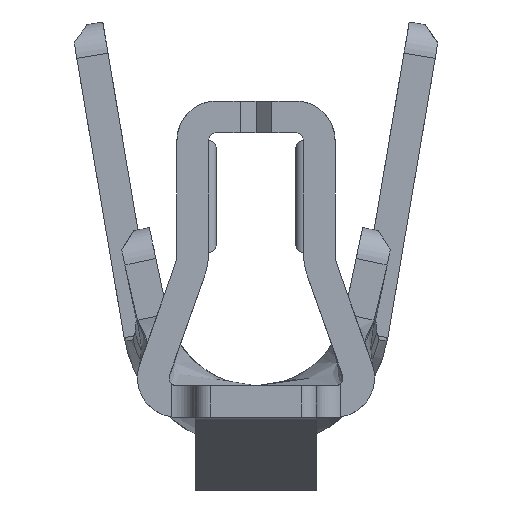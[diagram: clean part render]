
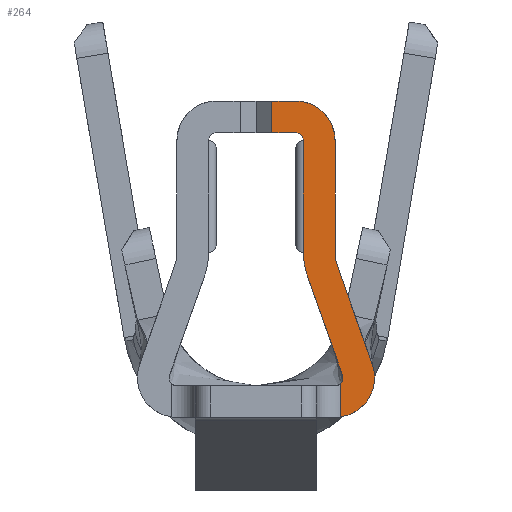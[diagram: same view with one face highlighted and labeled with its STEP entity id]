
A CAD part, front view. The second image highlights one B-rep face of the part: STEP entity #264.
In plain terms, the highlighted face is planar.
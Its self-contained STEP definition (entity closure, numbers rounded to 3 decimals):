
#264 = ADVANCED_FACE( '', ( #613 ), #614, .T. );
#613 = FACE_OUTER_BOUND( '', #1195, .T. );
#614 = PLANE( '', #1196 );
#1195 = EDGE_LOOP( '', ( #2171, #2172, #2173, #2174, #2175, #2176, #2177, #2178, #2179, #2180, #2181, #2182, #2183, #2184 ) );
#1196 = AXIS2_PLACEMENT_3D( '', #2185, #2186, #2187 );
#2171 = ORIENTED_EDGE( '', *, *, #3229, .T. );
#2172 = ORIENTED_EDGE( '', *, *, #3142, .F. );
#2173 = ORIENTED_EDGE( '', *, *, #3230, .T. );
#2174 = ORIENTED_EDGE( '', *, *, #3226, .T. );
#2175 = ORIENTED_EDGE( '', *, *, #3231, .T. );
#2176 = ORIENTED_EDGE( '', *, *, #3078, .T. );
#2177 = ORIENTED_EDGE( '', *, *, #3232, .T. );
#2178 = ORIENTED_EDGE( '', *, *, #3233, .T. );
#2179 = ORIENTED_EDGE( '', *, *, #3234, .T. );
#2180 = ORIENTED_EDGE( '', *, *, #3235, .T. );
#2181 = ORIENTED_EDGE( '', *, *, #3236, .T. );
#2182 = ORIENTED_EDGE( '', *, *, #3218, .T. );
#2183 = ORIENTED_EDGE( '', *, *, #3123, .T. );
#2184 = ORIENTED_EDGE( '', *, *, #3237, .T. );
#2185 = CARTESIAN_POINT( '', ( -0.5, -5.25, 0.25 ) );
#2186 = DIRECTION( '', ( 0., -1., 0. ) );
#2187 = DIRECTION( '', ( 0., 0., -1. ) );
#3078 = EDGE_CURVE( '', #3685, #3683, #3686, .T. );
#3123 = EDGE_CURVE( '', #3754, #3756, #3758, .T. );
#3142 = EDGE_CURVE( '', #3787, #3788, #3789, .T. );
#3218 = EDGE_CURVE( '', #3904, #3754, #3905, .T. );
#3226 = EDGE_CURVE( '', #3915, #3913, #3916, .T. );
#3229 = EDGE_CURVE( '', #3919, #3788, #3920, .T. );
#3230 = EDGE_CURVE( '', #3787, #3915, #3921, .T. );
#3231 = EDGE_CURVE( '', #3913, #3685, #3922, .T. );
#3232 = EDGE_CURVE( '', #3683, #3923, #3924, .T. );
#3233 = EDGE_CURVE( '', #3923, #3925, #3926, .T. );
#3234 = EDGE_CURVE( '', #3925, #3927, #3928, .T. );
#3235 = EDGE_CURVE( '', #3927, #3929, #3930, .T. );
#3236 = EDGE_CURVE( '', #3929, #3904, #3931, .T. );
#3237 = EDGE_CURVE( '', #3756, #3919, #3932, .T. );
#3683 = VERTEX_POINT( '', #4568 );
#3685 = VERTEX_POINT( '', #4571 );
#3686 = CIRCLE( '', #4572, 0.45 );
#3754 = VERTEX_POINT( '', #4703 );
#3756 = VERTEX_POINT( '', #4706 );
#3758 = LINE( '', #4709, #4710 );
#3787 = VERTEX_POINT( '', #4761 );
#3788 = VERTEX_POINT( '', #4762 );
#3789 = LINE( '', #4763, #4764 );
#3904 = VERTEX_POINT( '', #4949 );
#3905 = CIRCLE( '', #4950, 0.25 );
#3913 = VERTEX_POINT( '', #4959 );
#3915 = VERTEX_POINT( '', #4962 );
#3916 = CIRCLE( '', #4963, 0.05 );
#3919 = VERTEX_POINT( '', #4967 );
#3920 = LINE( '', #4968, #4969 );
#3921 = LINE( '', #4970, #4971 );
#3922 = LINE( '', #4972, #4973 );
#3923 = VERTEX_POINT( '', #4974 );
#3924 = LINE( '', #4975, #4976 );
#3925 = VERTEX_POINT( '', #4977 );
#3926 = CIRCLE( '', #4978, 0.05 );
#3927 = VERTEX_POINT( '', #4979 );
#3928 = LINE( '', #4980, #4981 );
#3929 = VERTEX_POINT( '', #4982 );
#3930 = CIRCLE( '', #4983, 0.25 );
#3931 = LINE( '', #4984, #4985 );
#3932 = CIRCLE( '', #4986, 0.25 );
#4568 = CARTESIAN_POINT( '', ( 0.326, -5.25, 0.892 ) );
#4571 = CARTESIAN_POINT( '', ( 0.3, -5.25, 1.042 ) );
#4572 = AXIS2_PLACEMENT_3D( '', #5640, #5641, #5642 );
#4703 = CARTESIAN_POINT( '', ( 0.5, -5.25, 1.042 ) );
#4706 = CARTESIAN_POINT( '', ( 0.5, -5.25, 1.75 ) );
#4709 = CARTESIAN_POINT( '', ( 0.5, -5.25, 1.042 ) );
#4710 = VECTOR( '', #5681, 1000. );
#4761 = CARTESIAN_POINT( '', ( 0.1, -5.25, 1.8 ) );
#4762 = CARTESIAN_POINT( '', ( 0.1, -5.25, 2. ) );
#4763 = CARTESIAN_POINT( '', ( 0.1, -5.25, -1.33 ) );
#4764 = VECTOR( '', #5695, 1000. );
#4949 = CARTESIAN_POINT( '', ( 0.514, -5.25, 0.959 ) );
#4950 = AXIS2_PLACEMENT_3D( '', #5785, #5786, #5787 );
#4959 = CARTESIAN_POINT( '', ( 0.3, -5.25, 1.75 ) );
#4962 = CARTESIAN_POINT( '', ( 0.25, -5.25, 1.8 ) );
#4963 = AXIS2_PLACEMENT_3D( '', #5799, #5800, #5801 );
#4967 = CARTESIAN_POINT( '', ( 0.25, -5.25, 2. ) );
#4968 = CARTESIAN_POINT( '', ( 0.25, -5.25, 2. ) );
#4969 = VECTOR( '', #5803, 1000. );
#4970 = CARTESIAN_POINT( '', ( -0.25, -5.25, 1.8 ) );
#4971 = VECTOR( '', #5804, 1000. );
#4972 = CARTESIAN_POINT( '', ( 0.3, -5.25, 1.75 ) );
#4973 = VECTOR( '', #5805, 1000. );
#4974 = CARTESIAN_POINT( '', ( 0.547, -5.25, 0.267 ) );
#4975 = CARTESIAN_POINT( '', ( 0.326, -5.25, 0.892 ) );
#4976 = VECTOR( '', #5806, 1000. );
#4977 = CARTESIAN_POINT( '', ( 0.535, -5.25, 0.214 ) );
#4978 = AXIS2_PLACEMENT_3D( '', #5807, #5808, #5809 );
#4979 = CARTESIAN_POINT( '', ( 0.535, -5.25, 0.002 ) );
#4980 = CARTESIAN_POINT( '', ( 0.535, -5.25, 0.25 ) );
#4981 = VECTOR( '', #5810, 1000. );
#4982 = CARTESIAN_POINT( '', ( 0.736, -5.25, 0.333 ) );
#4983 = AXIS2_PLACEMENT_3D( '', #5811, #5812, #5813 );
#4984 = CARTESIAN_POINT( '', ( 0.736, -5.25, 0.333 ) );
#4985 = VECTOR( '', #5814, 1000. );
#4986 = AXIS2_PLACEMENT_3D( '', #5815, #5816, #5817 );
#5640 = CARTESIAN_POINT( '', ( 0.75, -5.25, 1.042 ) );
#5641 = DIRECTION( '', ( 0., -1., 0. ) );
#5642 = DIRECTION( '', ( 1., 0., 0. ) );
#5681 = DIRECTION( '', ( 0., 0., 1. ) );
#5695 = DIRECTION( '', ( 0., 0., 1. ) );
#5785 = CARTESIAN_POINT( '', ( 0.75, -5.25, 1.042 ) );
#5786 = DIRECTION( '', ( 0., 1., 0. ) );
#5787 = DIRECTION( '', ( 1., 0., 0. ) );
#5799 = CARTESIAN_POINT( '', ( 0.25, -5.25, 1.75 ) );
#5800 = DIRECTION( '', ( 0., 1., 0. ) );
#5801 = DIRECTION( '', ( -1., 0., 0. ) );
#5803 = DIRECTION( '', ( -1., 0., 0. ) );
#5804 = DIRECTION( '', ( 1., 0., 0. ) );
#5805 = DIRECTION( '', ( 0., 0., -1. ) );
#5806 = DIRECTION( '', ( 0.334, 0., -0.943 ) );
#5807 = CARTESIAN_POINT( '', ( 0.5, -5.25, 0.25 ) );
#5808 = DIRECTION( '', ( 0., 1., 0. ) );
#5809 = DIRECTION( '', ( -1., 0., 0. ) );
#5810 = DIRECTION( '', ( 0., 0., -1. ) );
#5811 = CARTESIAN_POINT( '', ( 0.5, -5.25, 0.25 ) );
#5812 = DIRECTION( '', ( 0., -1., 0. ) );
#5813 = DIRECTION( '', ( -1., 0., 0. ) );
#5814 = DIRECTION( '', ( -0.334, 0., 0.943 ) );
#5815 = CARTESIAN_POINT( '', ( 0.25, -5.25, 1.75 ) );
#5816 = DIRECTION( '', ( 0., -1., 0. ) );
#5817 = DIRECTION( '', ( 1., 0., 0. ) );
